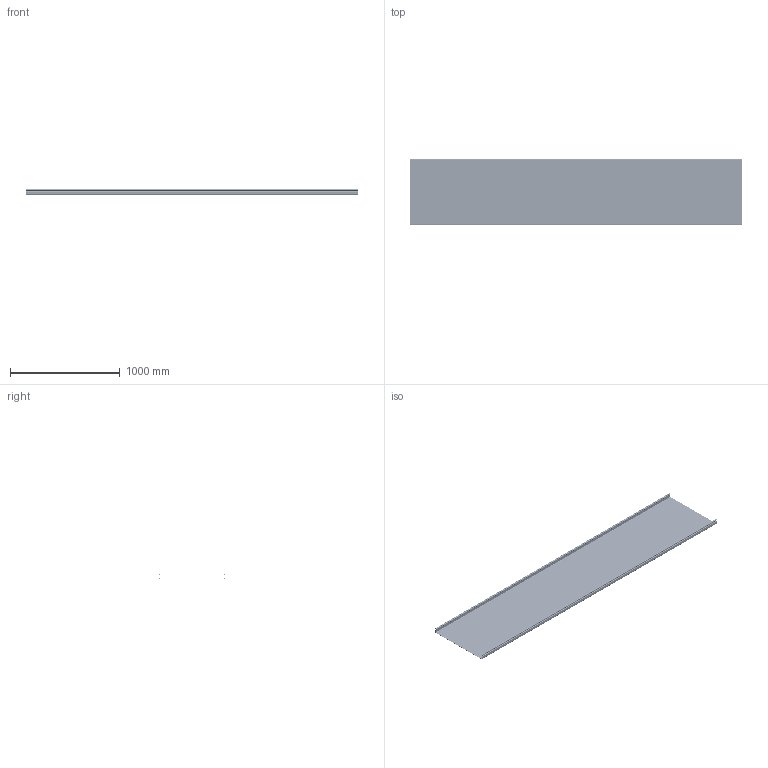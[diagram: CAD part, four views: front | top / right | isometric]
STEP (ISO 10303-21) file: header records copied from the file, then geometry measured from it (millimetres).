
FILE_DESCRIPTION(/* description */ (''),/* implementation_level */ '2;1');
FILE_NAME(/* name */ '487440.stp',/* time_stamp */ '2023-12-19T13:53:07+01:00',/* author */ ('bonnaudn'),/* organization */ (''),/* preprocessor_version */ 'ST-DEVELOPER v19.2',/* originating_system */ 'AutoCAD Mechanical',/* authorisation */ '');
FILE_SCHEMA (('AUTOMOTIVE_DESIGN { 1 0 10303 214 3 1 1 }'));
Products named in the file (1): Product
Bounding box: 3030 x 600.4 x 50.2 mm (x, y, z)
Volume: 4307331.8 mm3; surface area: 4848115.8 mm2
Topology: 1 solids, 3039 shells, 3076 faces, 12086 edges, 12050 vertices
Faces by surface type: plane 3056, cylinder 20
Entity records: 136549 total; most frequent: CARTESIAN_POINT 27213, DIRECTION 24298, ORIENTED_EDGE 12194, EDGE_CURVE 12086, VERTEX_POINT 12050, AXIS2_PLACEMENT_3D 9135, CIRCLE 6058, LINE 6028
